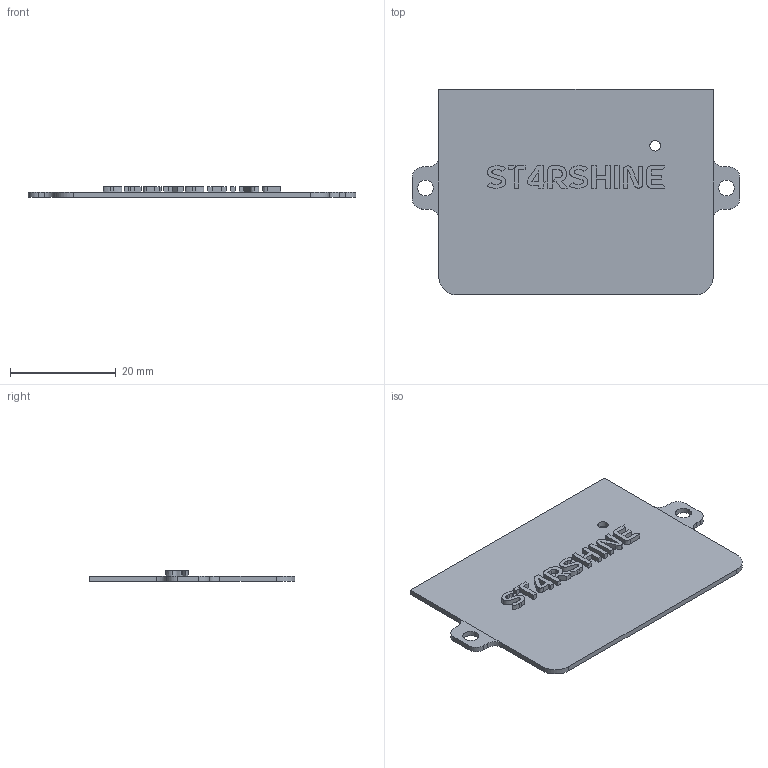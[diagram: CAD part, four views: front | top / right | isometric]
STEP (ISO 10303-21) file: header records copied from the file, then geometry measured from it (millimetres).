
FILE_DESCRIPTION(('FreeCAD Model'),'2;1');
FILE_NAME('Open CASCADE Shape Model','2024-08-03T00:16:55',(''),(''), 'Open CASCADE STEP processor 7.6','FreeCAD','Unknown');
FILE_SCHEMA(('AUTOMOTIVE_DESIGN { 1 0 10303 214 1 1 1 1 }'));
Length unit declared in the file: millimetre
Products named in the file (1): Lid
Bounding box: 62 x 39 x 2 mm (x, y, z)
Volume: 2152.6 mm3; surface area: 4573.5 mm2
Topology: 1 solids, 1 shells, 160 faces, 441 edges, 294 vertices
Faces by surface type: plane 113, extrusion 34, cylinder 13
Full cylindrical faces by diameter (mm): 2 x1, 3 x2
Entity records: 5215 total; most frequent: CARTESIAN_POINT 1202, ORIENTED_EDGE 882, DIRECTION 687, EDGE_CURVE 441, VECTOR 381, LINE 347, VERTEX_POINT 294, FACE_BOUND 177
